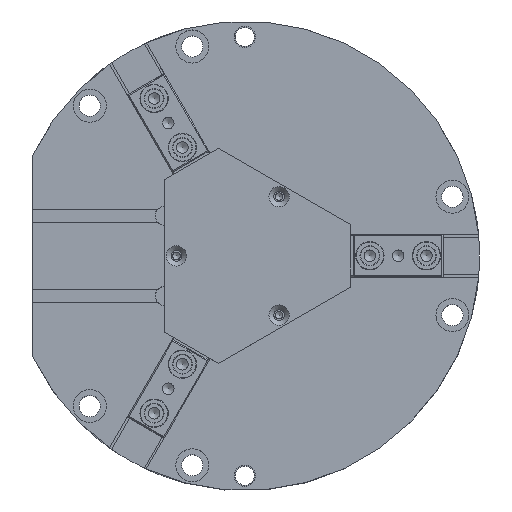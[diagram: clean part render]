
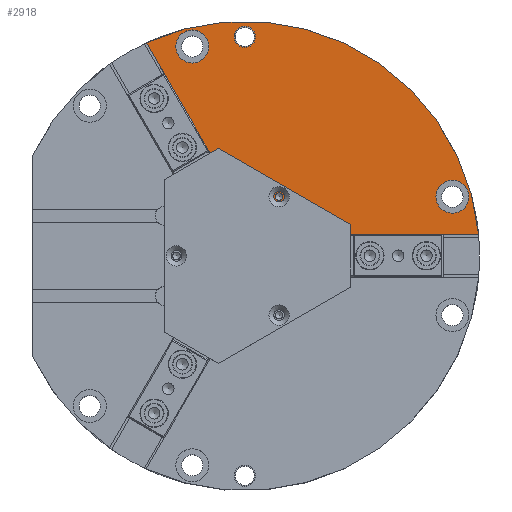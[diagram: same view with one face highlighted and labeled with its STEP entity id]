
A CAD part, top view. The second image highlights one B-rep face of the part: STEP entity #2918.
In plain terms, the highlighted planar face has unit normal (0, 0, 1).
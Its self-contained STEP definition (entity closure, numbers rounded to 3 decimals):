
#151=LINE('',#4813,#390);
#154=LINE('',#4819,#393);
#390=VECTOR('',#3923,10.);
#393=VECTOR('',#3928,10.);
#588=PLANE('',#3321);
#718=FACE_BOUND('',#1139,.T.);
#719=FACE_BOUND('',#1140,.T.);
#720=FACE_BOUND('',#1141,.T.);
#721=FACE_BOUND('',#1142,.T.);
#903=FACE_OUTER_BOUND('',#1138,.T.);
#1138=EDGE_LOOP('',(#2333,#2334,#2335,#2336));
#1139=EDGE_LOOP('',(#2337));
#1140=EDGE_LOOP('',(#2338));
#1141=EDGE_LOOP('',(#2339));
#1142=EDGE_LOOP('',(#2340));
#1328=CIRCLE('',#3194,1.621);
#1346=CIRCLE('',#3233,4.5);
#1364=CIRCLE('',#3266,7.);
#1368=CIRCLE('',#3273,7.);
#1379=CIRCLE('',#3289,25.);
#1397=CIRCLE('',#3322,99.5);
#1461=VERTEX_POINT('',#4484);
#1506=VERTEX_POINT('',#4611);
#1524=VERTEX_POINT('',#4662);
#1528=VERTEX_POINT('',#4673);
#1535=VERTEX_POINT('',#4691);
#1545=VERTEX_POINT('',#4711);
#1582=VERTEX_POINT('',#4812);
#1584=VERTEX_POINT('',#4818);
#1722=EDGE_CURVE('',#1461,#1461,#1328,.T.);
#1783=EDGE_CURVE('',#1506,#1506,#1346,.T.);
#1801=EDGE_CURVE('',#1524,#1524,#1364,.T.);
#1805=EDGE_CURVE('',#1528,#1528,#1368,.T.);
#1822=EDGE_CURVE('',#1535,#1545,#1379,.T.);
#1871=EDGE_CURVE('',#1582,#1535,#151,.T.);
#1874=EDGE_CURVE('',#1545,#1584,#154,.T.);
#1875=EDGE_CURVE('',#1584,#1582,#1397,.T.);
#2333=ORIENTED_EDGE('',*,*,#1822,.T.);
#2334=ORIENTED_EDGE('',*,*,#1874,.T.);
#2335=ORIENTED_EDGE('',*,*,#1875,.T.);
#2336=ORIENTED_EDGE('',*,*,#1871,.T.);
#2337=ORIENTED_EDGE('',*,*,#1722,.T.);
#2338=ORIENTED_EDGE('',*,*,#1783,.T.);
#2339=ORIENTED_EDGE('',*,*,#1801,.T.);
#2340=ORIENTED_EDGE('',*,*,#1805,.T.);
#2918=ADVANCED_FACE('',(#903,#718,#719,#720,#721),#588,.T.);
#3194=AXIS2_PLACEMENT_3D('',#4485,#3589,#3590);
#3233=AXIS2_PLACEMENT_3D('',#4612,#3710,#3711);
#3266=AXIS2_PLACEMENT_3D('',#4663,#3776,#3777);
#3273=AXIS2_PLACEMENT_3D('',#4674,#3790,#3791);
#3289=AXIS2_PLACEMENT_3D('',#4713,#3828,#3829);
#3321=AXIS2_PLACEMENT_3D('',#4817,#3926,#3927);
#3322=AXIS2_PLACEMENT_3D('',#4820,#3929,#3930);
#3589=DIRECTION('center_axis',(0.,0.,-1.));
#3590=DIRECTION('ref_axis',(1.,0.,0.));
#3710=DIRECTION('center_axis',(0.,0.,-1.));
#3711=DIRECTION('ref_axis',(1.,0.,0.));
#3776=DIRECTION('center_axis',(0.,0.,-1.));
#3777=DIRECTION('ref_axis',(-0.5,0.866,0.));
#3790=DIRECTION('center_axis',(0.,0.,-1.));
#3791=DIRECTION('ref_axis',(1.,0.,0.));
#3828=DIRECTION('center_axis',(0.,0.,-1.));
#3829=DIRECTION('ref_axis',(-1.,0.,0.));
#3923=DIRECTION('',(0.5,-0.866,0.));
#3926=DIRECTION('center_axis',(0.,0.,1.));
#3927=DIRECTION('ref_axis',(1.,0.,0.));
#3928=DIRECTION('',(1.,0.,0.));
#3929=DIRECTION('center_axis',(0.,0.,1.));
#3930=DIRECTION('ref_axis',(-0.905,-0.426,0.));
#4484=CARTESIAN_POINT('',(16.121,25.115,26.));
#4485=CARTESIAN_POINT('Origin',(14.5,25.115,26.));
#4611=CARTESIAN_POINT('',(4.5,92.852,26.));
#4612=CARTESIAN_POINT('Origin',(0.,92.852,26.));
#4662=CARTESIAN_POINT('',(-25.763,94.822,26.));
#4663=CARTESIAN_POINT('Origin',(-22.263,88.76,26.));
#4673=CARTESIAN_POINT('',(95.,25.1,26.));
#4674=CARTESIAN_POINT('Origin',(88.,25.1,26.));
#4691=CARTESIAN_POINT('',(-3.868,24.699,26.));
#4711=CARTESIAN_POINT('',(23.324,9.,26.));
#4713=CARTESIAN_POINT('Origin',(0.,0.,26.));
#4812=CARTESIAN_POINT('',(-41.752,90.316,26.));
#4813=CARTESIAN_POINT('',(7.46,5.079,26.));
#4817=CARTESIAN_POINT('Origin',(-2.674,0.,
26.));
#4818=CARTESIAN_POINT('',(99.092,9.,26.));
#4819=CARTESIAN_POINT('',(-1.337,9.,26.));
#4820=CARTESIAN_POINT('Origin',(0.,0.,26.));
